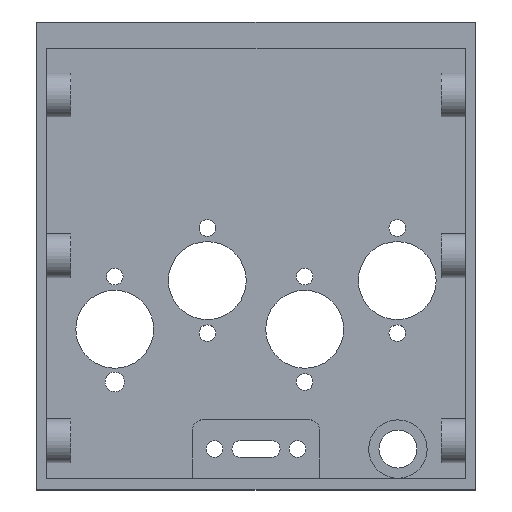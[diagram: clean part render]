
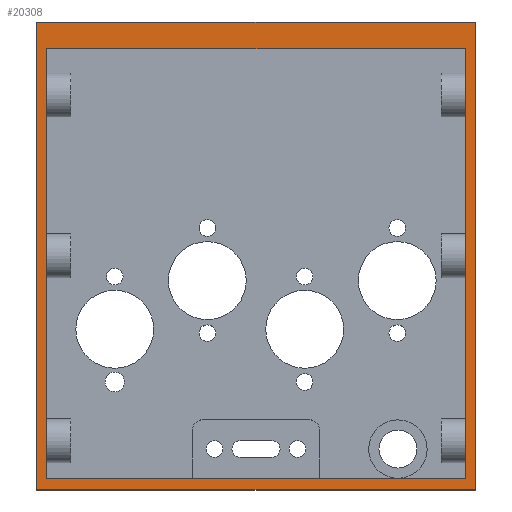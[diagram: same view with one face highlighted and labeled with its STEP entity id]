
A CAD part, top view. The second image highlights one B-rep face of the part: STEP entity #20308.
In plain terms, the highlighted planar face has unit normal (0, 0, 1).
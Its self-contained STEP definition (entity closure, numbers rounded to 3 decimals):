
#2202=FACE_BOUND('',#3463,.T.);
#2308=FACE_OUTER_BOUND('',#3462,.T.);
#3462=EDGE_LOOP('',(#13537,#13538,#13539,#13540));
#3463=EDGE_LOOP('',(#13541,#13542,#13543,#13544));
#4708=LINE('',#24934,#6465);
#4711=LINE('',#24940,#6468);
#4714=LINE('',#24946,#6471);
#4717=LINE('',#24950,#6474);
#4720=LINE('',#24958,#6477);
#4723=LINE('',#24964,#6480);
#4726=LINE('',#24970,#6483);
#4729=LINE('',#24974,#6486);
#6465=VECTOR('',#22062,10.);
#6468=VECTOR('',#22067,10.);
#6471=VECTOR('',#22072,10.);
#6474=VECTOR('',#22077,10.);
#6477=VECTOR('',#22082,10.);
#6480=VECTOR('',#22087,10.);
#6483=VECTOR('',#22092,10.);
#6486=VECTOR('',#22097,10.);
#8222=VERTEX_POINT('',#24931);
#8223=VERTEX_POINT('',#24933);
#8225=VERTEX_POINT('',#24939);
#8227=VERTEX_POINT('',#24945);
#8230=VERTEX_POINT('',#24955);
#8231=VERTEX_POINT('',#24957);
#8233=VERTEX_POINT('',#24963);
#8235=VERTEX_POINT('',#24969);
#10334=EDGE_CURVE('',#8223,#8222,#4708,.T.);
#10337=EDGE_CURVE('',#8225,#8223,#4711,.T.);
#10340=EDGE_CURVE('',#8227,#8225,#4714,.T.);
#10343=EDGE_CURVE('',#8222,#8227,#4717,.T.);
#10346=EDGE_CURVE('',#8231,#8230,#4720,.T.);
#10349=EDGE_CURVE('',#8233,#8231,#4723,.T.);
#10352=EDGE_CURVE('',#8235,#8233,#4726,.T.);
#10355=EDGE_CURVE('',#8230,#8235,#4729,.T.);
#13537=ORIENTED_EDGE('',*,*,#10355,.T.);
#13538=ORIENTED_EDGE('',*,*,#10352,.T.);
#13539=ORIENTED_EDGE('',*,*,#10349,.T.);
#13540=ORIENTED_EDGE('',*,*,#10346,.T.);
#13541=ORIENTED_EDGE('',*,*,#10343,.T.);
#13542=ORIENTED_EDGE('',*,*,#10340,.T.);
#13543=ORIENTED_EDGE('',*,*,#10337,.T.);
#13544=ORIENTED_EDGE('',*,*,#10334,.T.);
#19859=PLANE('',#21507);
#20308=ADVANCED_FACE('',(#2308,#2202),#19859,.T.);
#21507=AXIS2_PLACEMENT_3D('',#24975,#22098,#22099);
#22062=DIRECTION('',(1.,0.,0.));
#22067=DIRECTION('',(0.,1.,0.));
#22072=DIRECTION('',(-1.,0.,0.));
#22077=DIRECTION('',(0.,-1.,0.));
#22082=DIRECTION('',(-1.,0.,0.));
#22087=DIRECTION('',(0.,1.,0.));
#22092=DIRECTION('',(1.,0.,0.));
#22097=DIRECTION('',(0.,-1.,0.));
#22098=DIRECTION('center_axis',(0.,0.,1.));
#22099=DIRECTION('ref_axis',(1.,0.,0.));
#24931=CARTESIAN_POINT('',(88.,90.586,1.2));
#24933=CARTESIAN_POINT('',(2.,90.586,1.2));
#24934=CARTESIAN_POINT('',(88.,90.586,1.2));
#24939=CARTESIAN_POINT('',(2.,2.4,1.2));
#24940=CARTESIAN_POINT('',(2.,90.586,1.2));
#24945=CARTESIAN_POINT('',(88.,2.4,1.2));
#24946=CARTESIAN_POINT('',(2.4,2.4,1.2));
#24950=CARTESIAN_POINT('',(88.,2.4,1.2));
#24955=CARTESIAN_POINT('',(0.,96.102,1.2));
#24957=CARTESIAN_POINT('',(90.,96.102,1.2));
#24958=CARTESIAN_POINT('',(90.,96.102,1.2));
#24963=CARTESIAN_POINT('',(90.,0.,1.2));
#24964=CARTESIAN_POINT('',(90.,0.,1.2));
#24969=CARTESIAN_POINT('',(0.,0.,1.2));
#24970=CARTESIAN_POINT('',(0.,0.,1.2));
#24974=CARTESIAN_POINT('',(0.,96.102,1.2));
#24975=CARTESIAN_POINT('Origin',(45.,48.051,1.2));
